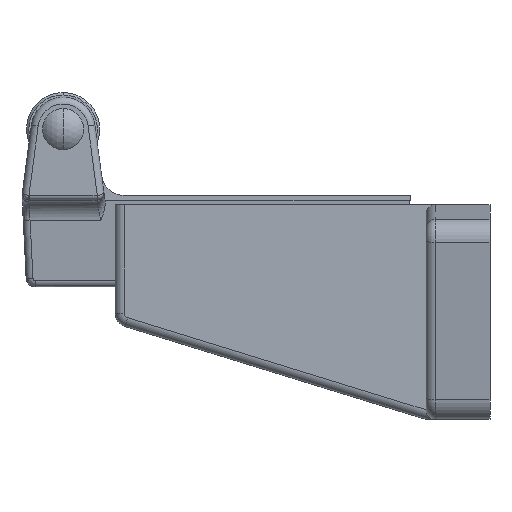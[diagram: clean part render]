
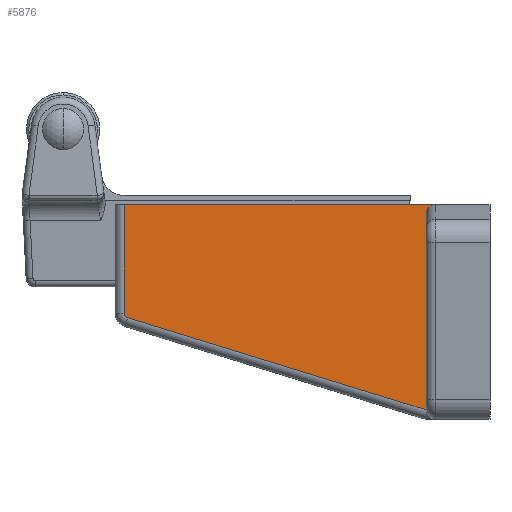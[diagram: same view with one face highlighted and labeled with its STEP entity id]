
A CAD part, left-side view. The second image highlights one B-rep face of the part: STEP entity #5876.
In plain terms, the highlighted planar face has unit normal (-1, 0, 0).
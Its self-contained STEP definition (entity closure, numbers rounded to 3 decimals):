
#8 =( BOUNDED_CURVE ( )  B_SPLINE_CURVE ( 3, ( #9465, #9466, #9467, #9468 ),
 .UNSPECIFIED., .F., .T. ) 
 B_SPLINE_CURVE_WITH_KNOTS ( ( 4, 4 ),
 ( 4.712, 6.283 ),
 .UNSPECIFIED. ) 
 CURVE ( )  GEOMETRIC_REPRESENTATION_ITEM ( )  RATIONAL_B_SPLINE_CURVE ( ( 1., 0.805, 0.805, 1. ) ) 
 REPRESENTATION_ITEM ( '' )  );
#153 = AXIS2_PLACEMENT_3D ( 'NONE', #11845, #11846, #11847 ) ;
#155 = FACE_OUTER_BOUND ( 'NONE', #6552, .T. ) ;
#287 = CARTESIAN_POINT ( 'NONE',  ( -21.5, 14., 11.967 ) ) ;
#288 = CARTESIAN_POINT ( 'NONE',  ( -21.5, 14., -30.907 ) ) ;
#304 = CARTESIAN_POINT ( 'NONE',  ( -21.5, 80., -9.787 ) ) ;
#305 = CARTESIAN_POINT ( 'NONE',  ( -21.5, 79.295, -10.742 ) ) ;
#2380 = CARTESIAN_POINT ( 'NONE',  ( -21.5, 80., 14. ) ) ;
#2381 = CARTESIAN_POINT ( 'NONE',  ( -21.5, 12., 14. ) ) ;
#2544 = LINE ( 'NONE', #2545, #3226 ) ;
#2545 = CARTESIAN_POINT ( 'NONE',  ( -21.5, 14., 14. ) ) ;
#2546 = DIRECTION ( 'NONE',  ( 0., -1., 0. ) ) ;
#2657 = LINE ( 'NONE', #2658, #3257 ) ;
#2658 = CARTESIAN_POINT ( 'NONE',  ( -21.5, 14., 14. ) ) ;
#2659 = DIRECTION ( 'NONE',  ( 0., 0., -1. ) ) ;
#3226 = VECTOR ( 'NONE', #2546, 1000. ) ;
#3257 = VECTOR ( 'NONE', #2659, 1000. ) ;
#5150 = EDGE_CURVE ( 'NONE', #6237, #6220, #9460, .T. ) ;
#5151 = EDGE_CURVE ( 'NONE', #6236, #6237, #5750, .T. ) ;
#5152 = EDGE_CURVE ( 'NONE', #6219, #10079, #8, .T. ) ;
#5153 = EDGE_CURVE ( 'NONE', #10078, #6236, #9470, .T. ) ;
#5700 = AXIS2_PLACEMENT_3D ( 'NONE', #9459, #9463, #9464 ) ;
#5701 = VECTOR ( 'NONE', #9462, 1000. ) ;
#5704 = VECTOR ( 'NONE', #9472, 1000. ) ;
#5750 = CIRCLE ( 'NONE', #5700, 1. ) ;
#5876 = ADVANCED_FACE ( 'NONE', ( #155 ), #11844, .T. ) ;
#6219 = VERTEX_POINT ( 'NONE', #287 ) ;
#6220 = VERTEX_POINT ( 'NONE', #288 ) ;
#6236 = VERTEX_POINT ( 'NONE', #304 ) ;
#6237 = VERTEX_POINT ( 'NONE', #305 ) ;
#6318 = ORIENTED_EDGE ( 'NONE', *, *, #5151, .T. ) ;
#6320 = ORIENTED_EDGE ( 'NONE', *, *, #10227, .F. ) ;
#6321 = ORIENTED_EDGE ( 'NONE', *, *, #5150, .T. ) ;
#6322 = ORIENTED_EDGE ( 'NONE', *, *, #5152, .T. ) ;
#6323 = ORIENTED_EDGE ( 'NONE', *, *, #10194, .F. ) ;
#6324 = ORIENTED_EDGE ( 'NONE', *, *, #5153, .T. ) ;
#6552 = EDGE_LOOP ( 'NONE', ( #6318, #6321, #6320, #6322, #6323, #6324 ) ) ;
#9459 = CARTESIAN_POINT ( 'NONE',  ( -21.5, 79., -9.787 ) ) ;
#9460 = LINE ( 'NONE', #9461, #5701 ) ;
#9461 = CARTESIAN_POINT ( 'NONE',  ( -21.5, 13.41, -31.089 ) ) ;
#9462 = DIRECTION ( 'NONE',  ( 0., -0.955, -0.295 ) ) ;
#9463 = DIRECTION ( 'NONE',  ( -1., 0., 0. ) ) ;
#9464 = DIRECTION ( 'NONE',  ( 0., 0., 1. ) ) ;
#9465 = CARTESIAN_POINT ( 'NONE',  ( -21.5, 14., 11.967 ) ) ;
#9466 = CARTESIAN_POINT ( 'NONE',  ( -21.5, 14., 13.158 ) ) ;
#9467 = CARTESIAN_POINT ( 'NONE',  ( -21.5, 13.172, 14. ) ) ;
#9468 = CARTESIAN_POINT ( 'NONE',  ( -21.5, 12., 14. ) ) ;
#9470 = LINE ( 'NONE', #9471, #5704 ) ;
#9471 = CARTESIAN_POINT ( 'NONE',  ( -21.5, 80., -9.787 ) ) ;
#9472 = DIRECTION ( 'NONE',  ( 0., 0., -1. ) ) ;
#10078 = VERTEX_POINT ( 'NONE', #2380 ) ;
#10079 = VERTEX_POINT ( 'NONE', #2381 ) ;
#10194 = EDGE_CURVE ( 'NONE', #10078, #10079, #2544, .T. ) ;
#10227 = EDGE_CURVE ( 'NONE', #6219, #6220, #2657, .T. ) ;
#11844 = PLANE ( 'NONE',  #153 ) ;
#11845 = CARTESIAN_POINT ( 'NONE',  ( -21.5, 82., 14. ) ) ;
#11846 = DIRECTION ( 'NONE',  ( -1., 0., 0. ) ) ;
#11847 = DIRECTION ( 'NONE',  ( 0., 0., 1. ) ) ;
